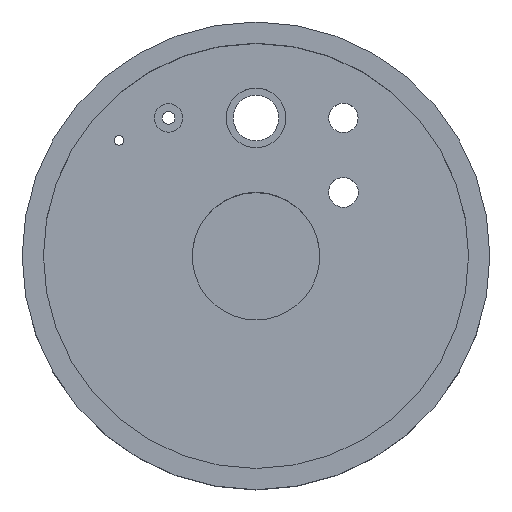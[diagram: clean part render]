
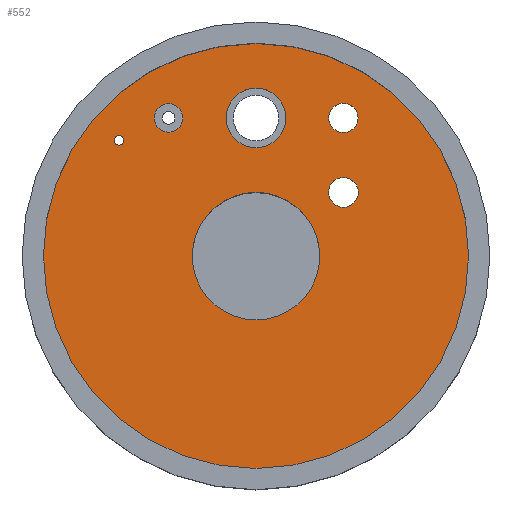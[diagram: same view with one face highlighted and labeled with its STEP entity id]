
A CAD part, top view. The second image highlights one B-rep face of the part: STEP entity #552.
In plain terms, the highlighted planar face has unit normal (0, 0, 1).
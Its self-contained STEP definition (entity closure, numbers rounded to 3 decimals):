
#9 = DIRECTION ( 'NONE',  ( 0., 0., 1. ) ) ;
#11 = FACE_BOUND ( 'NONE', #1197, .T. ) ;
#17 = DIRECTION ( 'NONE',  ( 1., 0., 0. ) ) ;
#20 = FACE_BOUND ( 'NONE', #378, .T. ) ;
#47 = DIRECTION ( 'NONE',  ( 1., 0., 0. ) ) ;
#73 = AXIS2_PLACEMENT_3D ( 'NONE', #1186, #1320, #458 ) ;
#91 = CARTESIAN_POINT ( 'NONE',  ( 34.222, 65., 6. ) ) ;
#92 = ORIENTED_EDGE ( 'NONE', *, *, #861, .F. ) ;
#105 = VERTEX_POINT ( 'NONE', #1352 ) ;
#121 = AXIS2_PLACEMENT_3D ( 'NONE', #1142, #1330, #47 ) ;
#125 = CIRCLE ( 'NONE', #1378, 7. ) ;
#132 = DIRECTION ( 'NONE',  ( 0., 0., -1. ) ) ;
#142 = EDGE_CURVE ( 'NONE', #205, #105, #459, .T. ) ;
#146 = CIRCLE ( 'NONE', #689, 7. ) ;
#172 = VERTEX_POINT ( 'NONE', #1082 ) ;
#202 = EDGE_CURVE ( 'NONE', #172, #1059, #326, .T. ) ;
#205 = VERTEX_POINT ( 'NONE', #91 ) ;
#207 = VERTEX_POINT ( 'NONE', #431 ) ;
#218 = FACE_BOUND ( 'NONE', #285, .T. ) ;
#230 = FACE_BOUND ( 'NONE', #556, .T. ) ;
#233 = DIRECTION ( 'NONE',  ( 1., 0., 0. ) ) ;
#236 = AXIS2_PLACEMENT_3D ( 'NONE', #353, #568, #17 ) ;
#256 = EDGE_CURVE ( 'NONE', #1323, #834, #730, .T. ) ;
#285 = EDGE_LOOP ( 'NONE', ( #414, #1310 ) ) ;
#288 = ORIENTED_EDGE ( 'NONE', *, *, #688, .F. ) ;
#300 = CIRCLE ( 'NONE', #73, 6.7 ) ;
#302 = DIRECTION ( 'NONE',  ( 1., 0., 0. ) ) ;
#311 = DIRECTION ( 'NONE',  ( 0., 0., 1. ) ) ;
#313 = DIRECTION ( 'NONE',  ( 1., 0., 0. ) ) ;
#325 = EDGE_CURVE ( 'NONE', #834, #1323, #1206, .T. ) ;
#326 = CIRCLE ( 'NONE', #756, 2.25 ) ;
#353 = CARTESIAN_POINT ( 'NONE',  ( 0., 0., 6. ) ) ;
#355 = DIRECTION ( 'NONE',  ( 1., 0., 0. ) ) ;
#377 = CARTESIAN_POINT ( 'NONE',  ( 0., 0., 6. ) ) ;
#378 = EDGE_LOOP ( 'NONE', ( #92, #1346 ) ) ;
#392 = VERTEX_POINT ( 'NONE', #1021 ) ;
#399 = CARTESIAN_POINT ( 'NONE',  ( 0., 65., 6. ) ) ;
#402 = DIRECTION ( 'NONE',  ( 1., 0., 0. ) ) ;
#414 = ORIENTED_EDGE ( 'NONE', *, *, #586, .F. ) ;
#417 = VERTEX_POINT ( 'NONE', #1129 ) ;
#418 = CARTESIAN_POINT ( 'NONE',  ( -41.122, 65., 6. ) ) ;
#424 = CARTESIAN_POINT ( 'NONE',  ( -14., 65., 6. ) ) ;
#431 = CARTESIAN_POINT ( 'NONE',  ( 14., 65., 6. ) ) ;
#442 = DIRECTION ( 'NONE',  ( 1., 0., 0. ) ) ;
#454 = EDGE_CURVE ( 'NONE', #1225, #517, #125, .T. ) ;
#458 = DIRECTION ( 'NONE',  ( 1., 0., 0. ) ) ;
#459 = CIRCLE ( 'NONE', #121, 6.9 ) ;
#460 = CIRCLE ( 'NONE', #890, 14. ) ;
#462 = CIRCLE ( 'NONE', #916, 6.7 ) ;
#482 = EDGE_LOOP ( 'NONE', ( #549, #1100 ) ) ;
#484 = AXIS2_PLACEMENT_3D ( 'NONE', #654, #9, #442 ) ;
#490 = EDGE_LOOP ( 'NONE', ( #820, #1019 ) ) ;
#497 = EDGE_CURVE ( 'NONE', #417, #732, #710, .T. ) ;
#517 = VERTEX_POINT ( 'NONE', #1111 ) ;
#541 = DIRECTION ( 'NONE',  ( 0., 0., 1. ) ) ;
#544 = CARTESIAN_POINT ( 'NONE',  ( 0., 65., 6. ) ) ;
#546 = VERTEX_POINT ( 'NONE', #660 ) ;
#547 = DIRECTION ( 'NONE',  ( 0., 0., 1. ) ) ;
#548 = FACE_BOUND ( 'NONE', #490, .T. ) ;
#549 = ORIENTED_EDGE ( 'NONE', *, *, #454, .F. ) ;
#552 = ADVANCED_FACE ( 'NONE', ( #548, #11, #20, #1182, #230, #218, #1309 ), #774, .T. ) ;
#556 = EDGE_LOOP ( 'NONE', ( #931, #1183 ) ) ;
#565 = DIRECTION ( 'NONE',  ( 1., 0., 0. ) ) ;
#566 = ORIENTED_EDGE ( 'NONE', *, *, #497, .F. ) ;
#568 = DIRECTION ( 'NONE',  ( 0., 0., -1. ) ) ;
#578 = DIRECTION ( 'NONE',  ( 0., 0., 1. ) ) ;
#586 = EDGE_CURVE ( 'NONE', #546, #392, #462, .T. ) ;
#599 = AXIS2_PLACEMENT_3D ( 'NONE', #544, #1074, #233 ) ;
#607 = VERTEX_POINT ( 'NONE', #424 ) ;
#634 = CARTESIAN_POINT ( 'NONE',  ( 34.122, 30., 6. ) ) ;
#654 = CARTESIAN_POINT ( 'NONE',  ( 0., 0., 6. ) ) ;
#660 = CARTESIAN_POINT ( 'NONE',  ( -47.822, 65., 6. ) ) ;
#669 = CARTESIAN_POINT ( 'NONE',  ( 0., 0., 6. ) ) ;
#672 = CARTESIAN_POINT ( 'NONE',  ( -30., 0., 6. ) ) ;
#675 = CARTESIAN_POINT ( 'NONE',  ( 41.122, 30., 6. ) ) ;
#688 = EDGE_CURVE ( 'NONE', #105, #205, #1158, .T. ) ;
#689 = AXIS2_PLACEMENT_3D ( 'NONE', #1370, #1062, #302 ) ;
#710 = CIRCLE ( 'NONE', #1069, 100. ) ;
#730 = CIRCLE ( 'NONE', #484, 30. ) ;
#732 = VERTEX_POINT ( 'NONE', #1376 ) ;
#742 = DIRECTION ( 'NONE',  ( 0., 0., 1. ) ) ;
#756 = AXIS2_PLACEMENT_3D ( 'NONE', #1189, #547, #313 ) ;
#766 = DIRECTION ( 'NONE',  ( 1., 0., 0. ) ) ;
#774 = PLANE ( 'NONE',  #869 ) ;
#775 = EDGE_CURVE ( 'NONE', #517, #1225, #146, .T. ) ;
#780 = CIRCLE ( 'NONE', #1317, 2.25 ) ;
#814 = DIRECTION ( 'NONE',  ( 0., 0., 1. ) ) ;
#820 = ORIENTED_EDGE ( 'NONE', *, *, #256, .F. ) ;
#834 = VERTEX_POINT ( 'NONE', #672 ) ;
#848 = CARTESIAN_POINT ( 'NONE',  ( 30., 0., 6. ) ) ;
#861 = EDGE_CURVE ( 'NONE', #607, #207, #1208, .T. ) ;
#869 = AXIS2_PLACEMENT_3D ( 'NONE', #1392, #541, #1070 ) ;
#880 = EDGE_CURVE ( 'NONE', #1059, #172, #780, .T. ) ;
#889 = DIRECTION ( 'NONE',  ( 0., 0., 1. ) ) ;
#890 = AXIS2_PLACEMENT_3D ( 'NONE', #399, #311, #1259 ) ;
#901 = CARTESIAN_POINT ( 'NONE',  ( -62.195, 54.42, 6. ) ) ;
#916 = AXIS2_PLACEMENT_3D ( 'NONE', #418, #971, #1386 ) ;
#931 = ORIENTED_EDGE ( 'NONE', *, *, #202, .F. ) ;
#971 = DIRECTION ( 'NONE',  ( 0., 0., 1. ) ) ;
#978 = ORIENTED_EDGE ( 'NONE', *, *, #142, .F. ) ;
#979 = CIRCLE ( 'NONE', #236, 100. ) ;
#1019 = ORIENTED_EDGE ( 'NONE', *, *, #325, .F. ) ;
#1021 = CARTESIAN_POINT ( 'NONE',  ( -34.422, 65., 6. ) ) ;
#1045 = AXIS2_PLACEMENT_3D ( 'NONE', #377, #814, #1236 ) ;
#1059 = VERTEX_POINT ( 'NONE', #901 ) ;
#1061 = ORIENTED_EDGE ( 'NONE', *, *, #1351, .F. ) ;
#1062 = DIRECTION ( 'NONE',  ( 0., 0., 1. ) ) ;
#1069 = AXIS2_PLACEMENT_3D ( 'NONE', #669, #132, #565 ) ;
#1070 = DIRECTION ( 'NONE',  ( 1., 0., 0. ) ) ;
#1074 = DIRECTION ( 'NONE',  ( 0., 0., 1. ) ) ;
#1082 = CARTESIAN_POINT ( 'NONE',  ( -66.695, 54.42, 6. ) ) ;
#1100 = ORIENTED_EDGE ( 'NONE', *, *, #775, .F. ) ;
#1111 = CARTESIAN_POINT ( 'NONE',  ( 48.122, 30., 6. ) ) ;
#1129 = CARTESIAN_POINT ( 'NONE',  ( -100., 0., 6. ) ) ;
#1142 = CARTESIAN_POINT ( 'NONE',  ( 41.122, 65., 6. ) ) ;
#1158 = CIRCLE ( 'NONE', #1297, 6.9 ) ;
#1182 = FACE_OUTER_BOUND ( 'NONE', #1232, .T. ) ;
#1183 = ORIENTED_EDGE ( 'NONE', *, *, #880, .F. ) ;
#1186 = CARTESIAN_POINT ( 'NONE',  ( -41.122, 65., 6. ) ) ;
#1189 = CARTESIAN_POINT ( 'NONE',  ( -64.445, 54.42, 6. ) ) ;
#1197 = EDGE_LOOP ( 'NONE', ( #978, #288 ) ) ;
#1206 = CIRCLE ( 'NONE', #1045, 30. ) ;
#1208 = CIRCLE ( 'NONE', #599, 14. ) ;
#1225 = VERTEX_POINT ( 'NONE', #634 ) ;
#1232 = EDGE_LOOP ( 'NONE', ( #566, #1061 ) ) ;
#1236 = DIRECTION ( 'NONE',  ( 1., 0., 0. ) ) ;
#1259 = DIRECTION ( 'NONE',  ( 1., 0., 0. ) ) ;
#1264 = CARTESIAN_POINT ( 'NONE',  ( 41.122, 65., 6. ) ) ;
#1289 = EDGE_CURVE ( 'NONE', #207, #607, #460, .T. ) ;
#1297 = AXIS2_PLACEMENT_3D ( 'NONE', #1264, #742, #402 ) ;
#1305 = CARTESIAN_POINT ( 'NONE',  ( -64.445, 54.42, 6. ) ) ;
#1309 = FACE_BOUND ( 'NONE', #482, .T. ) ;
#1310 = ORIENTED_EDGE ( 'NONE', *, *, #1345, .F. ) ;
#1317 = AXIS2_PLACEMENT_3D ( 'NONE', #1305, #889, #766 ) ;
#1320 = DIRECTION ( 'NONE',  ( 0., 0., 1. ) ) ;
#1323 = VERTEX_POINT ( 'NONE', #848 ) ;
#1330 = DIRECTION ( 'NONE',  ( 0., 0., 1. ) ) ;
#1345 = EDGE_CURVE ( 'NONE', #392, #546, #300, .T. ) ;
#1346 = ORIENTED_EDGE ( 'NONE', *, *, #1289, .F. ) ;
#1351 = EDGE_CURVE ( 'NONE', #732, #417, #979, .T. ) ;
#1352 = CARTESIAN_POINT ( 'NONE',  ( 48.022, 65., 6. ) ) ;
#1370 = CARTESIAN_POINT ( 'NONE',  ( 41.122, 30., 6. ) ) ;
#1376 = CARTESIAN_POINT ( 'NONE',  ( 100., 0., 6. ) ) ;
#1378 = AXIS2_PLACEMENT_3D ( 'NONE', #675, #578, #355 ) ;
#1386 = DIRECTION ( 'NONE',  ( 1., 0., 0. ) ) ;
#1392 = CARTESIAN_POINT ( 'NONE',  ( 0., 0., 6. ) ) ;
